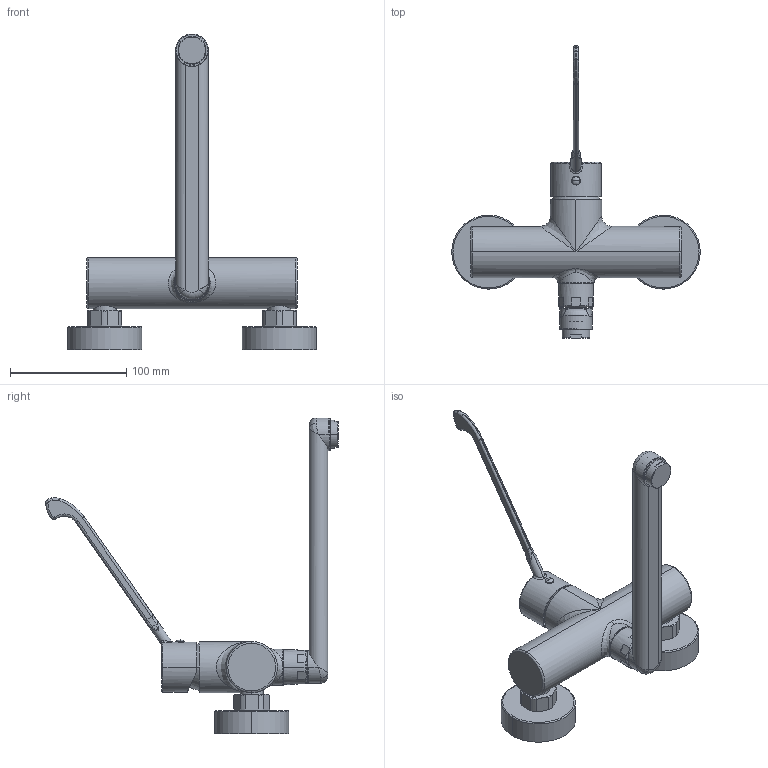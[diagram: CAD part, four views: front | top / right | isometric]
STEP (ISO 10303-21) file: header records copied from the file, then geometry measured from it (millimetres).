
FILE_DESCRIPTION((''),'2;1');
FILE_NAME('CA302CR','2021-01-13T14:14:41',('ut3'),('PAFFONI SpA'),'CREO PARAMETRIC BY PTC INC, 2020044','CREO PARAMETRIC BY PTC INC, 2020044','');
FILE_SCHEMA(('CONFIG_CONTROL_DESIGN','SHAPE_APPEARANCE_LAYERS_GROUPS'));
Length unit declared in the file: millimetre
Products named in the file (1): CA302CR
Bounding box: 213.5 x 251.58 x 271.5 mm (x, y, z)
Volume: 529702.1 mm3; surface area: 110381.8 mm2
Topology: 3 solids, 3 shells, 1299 faces, 3678 edges, 2383 vertices
Faces by surface type: plane 977, cylinder 152, bspline 60, cone 51, torus 39, sphere 20
Entity records: 52921 total; most frequent: CARTESIAN_POINT 14889, ORIENTED_EDGE 7352, DIRECTION 7232, EDGE_CURVE 3676, AXIS2_PLACEMENT_3D 2602, VERTEX_POINT 2383, VECTOR 2028, LINE 2028
